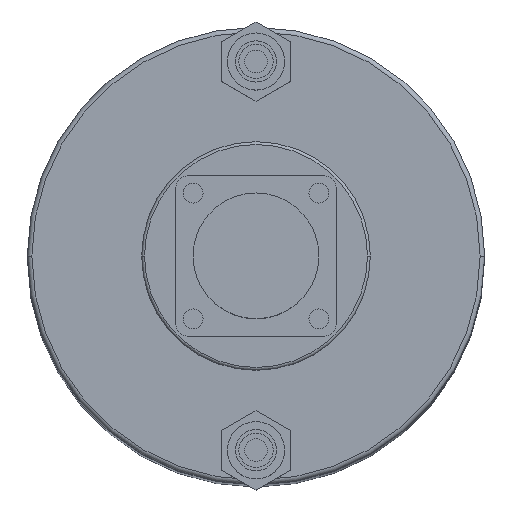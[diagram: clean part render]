
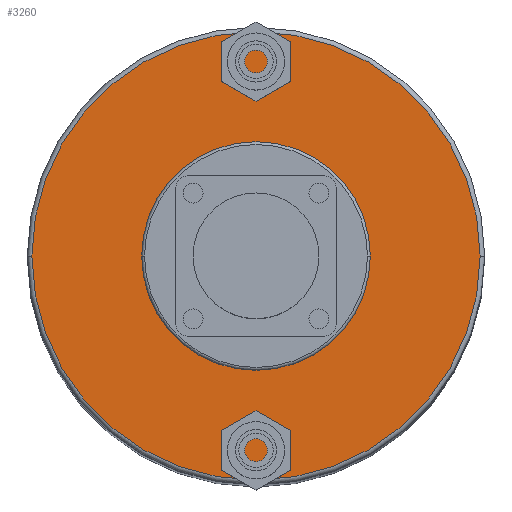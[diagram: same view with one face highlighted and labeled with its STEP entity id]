
A CAD part, top view. The second image highlights one B-rep face of the part: STEP entity #3260.
In plain terms, the highlighted face is planar.
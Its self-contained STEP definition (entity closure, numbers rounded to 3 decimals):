
#190 = CIRCLE ( 'NONE', #1202, 39.2 ) ;
#191 = EDGE_LOOP ( 'NONE', ( #2962, #1440 ) ) ;
#428 = DIRECTION ( 'NONE',  ( 0., 0., 1. ) ) ;
#449 = CARTESIAN_POINT ( 'NONE',  ( 2., 39.2, 0. ) ) ;
#496 = AXIS2_PLACEMENT_3D ( 'NONE', #449, #2003, #1232 ) ;
#634 = EDGE_CURVE ( 'NONE', #4709, #2531, #2217, .T. ) ;
#731 = ORIENTED_EDGE ( 'NONE', *, *, #3881, .F. ) ;
#1096 = AXIS2_PLACEMENT_3D ( 'NONE', #1174, #2370, #428 ) ;
#1116 = CARTESIAN_POINT ( 'NONE',  ( 2., 0., -39.2 ) ) ;
#1174 = CARTESIAN_POINT ( 'NONE',  ( 2., 0., 0. ) ) ;
#1202 = AXIS2_PLACEMENT_3D ( 'NONE', #3242, #2845, #1263 ) ;
#1232 = DIRECTION ( 'NONE',  ( 0., 0., -1. ) ) ;
#1263 = DIRECTION ( 'NONE',  ( 0., 0., 1. ) ) ;
#1384 = CARTESIAN_POINT ( 'NONE',  ( 2., 0., 0. ) ) ;
#1440 = ORIENTED_EDGE ( 'NONE', *, *, #634, .T. ) ;
#2003 = DIRECTION ( 'NONE',  ( 1., 0., 0. ) ) ;
#2008 = EDGE_CURVE ( 'NONE', #2531, #4709, #190, .T. ) ;
#2057 = CARTESIAN_POINT ( 'NONE',  ( 2., 0., 20. ) ) ;
#2183 = DIRECTION ( 'NONE',  ( -1., 0., 0. ) ) ;
#2217 = CIRCLE ( 'NONE', #2989, 39.2 ) ;
#2370 = DIRECTION ( 'NONE',  ( -1., 0., 0. ) ) ;
#2401 = VERTEX_POINT ( 'NONE', #2057 ) ;
#2531 = VERTEX_POINT ( 'NONE', #4081 ) ;
#2845 = DIRECTION ( 'NONE',  ( -1., 0., 0. ) ) ;
#2962 = ORIENTED_EDGE ( 'NONE', *, *, #2008, .T. ) ;
#2989 = AXIS2_PLACEMENT_3D ( 'NONE', #3430, #3830, #4187 ) ;
#3140 = AXIS2_PLACEMENT_3D ( 'NONE', #1384, #2183, #4822 ) ;
#3209 = EDGE_LOOP ( 'NONE', ( #731, #3405 ) ) ;
#3220 = CARTESIAN_POINT ( 'NONE',  ( 2., 0., -20. ) ) ;
#3242 = CARTESIAN_POINT ( 'NONE',  ( 2., 0., 0. ) ) ;
#3260 = ADVANCED_FACE ( 'NONE', ( #3332, #3835 ), #4324, .F. ) ;
#3332 = FACE_BOUND ( 'NONE', #3209, .T. ) ;
#3405 = ORIENTED_EDGE ( 'NONE', *, *, #4589, .F. ) ;
#3430 = CARTESIAN_POINT ( 'NONE',  ( 2., 0., 0. ) ) ;
#3487 = VERTEX_POINT ( 'NONE', #3220 ) ;
#3830 = DIRECTION ( 'NONE',  ( -1., 0., 0. ) ) ;
#3835 = FACE_OUTER_BOUND ( 'NONE', #191, .T. ) ;
#3881 = EDGE_CURVE ( 'NONE', #2401, #3487, #4973, .T. ) ;
#4081 = CARTESIAN_POINT ( 'NONE',  ( 2., 0., 39.2 ) ) ;
#4187 = DIRECTION ( 'NONE',  ( 0., 0., 1. ) ) ;
#4324 = PLANE ( 'NONE',  #496 ) ;
#4589 = EDGE_CURVE ( 'NONE', #3487, #2401, #5021, .T. ) ;
#4709 = VERTEX_POINT ( 'NONE', #1116 ) ;
#4822 = DIRECTION ( 'NONE',  ( 0., 0., 1. ) ) ;
#4973 = CIRCLE ( 'NONE', #1096, 20. ) ;
#5021 = CIRCLE ( 'NONE', #3140, 20. ) ;
